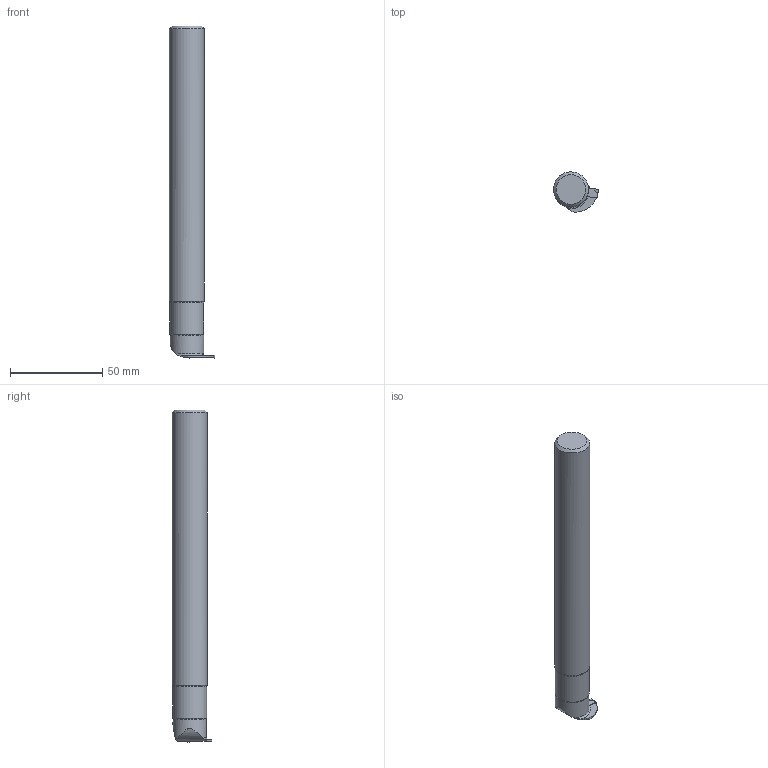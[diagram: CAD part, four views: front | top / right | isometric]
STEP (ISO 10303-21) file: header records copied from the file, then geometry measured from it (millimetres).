
FILE_DESCRIPTION(/* description */ (''),/* implementation_level */ '2;1');
FILE_NAME(/* name */ 'TOOLASSEMBLY_1.STP',/* time_stamp */ '2024-07-03T13:44:04+02:00',/* author */ (''),/* organization */ ('SMS'),/* preprocessor_version */ 'ST-DEVELOPER v16.7',/* originating_system */ 'SIEMENS PLM Software NX 12.0',/* authorisation */ '');
FILE_SCHEMA (('AUTOMOTIVE_DESIGN { 1 0 10303 214 3 1 1 1 }'));
Length unit declared in the file: millimetre
Products named in the file (4): ASSEMBLY_CONSTRUCTION; CUT_20240703134242; NOCUT_20240703134203; TOOLASSEMBLY_1
Assembly tree (3 placements, depth 2):
  TOOLASSEMBLY_1
    NOCUT_20240703134203
    CUT_20240703134242
    ASSEMBLY_CONSTRUCTION
Bounding box: 24.55 x 21.52 x 180.03 mm (x, y, z)
Volume: 50332.5 mm3; surface area: 11436.4 mm2
Topology: 2 solids, 2 shells, 75 faces, 205 edges, 138 vertices
Faces by surface type: plane 34, cylinder 18, extrusion 16, torus 5, cone 1, bspline 1
Full cylindrical faces by diameter (mm): 19.05 x1
Entity records: 3169 total; most frequent: CARTESIAN_POINT 1215, ORIENTED_EDGE 402, DIRECTION 328, EDGE_CURVE 201, VERTEX_POINT 132, VECTOR 126, LINE 110, AXIS2_PLACEMENT_3D 101
